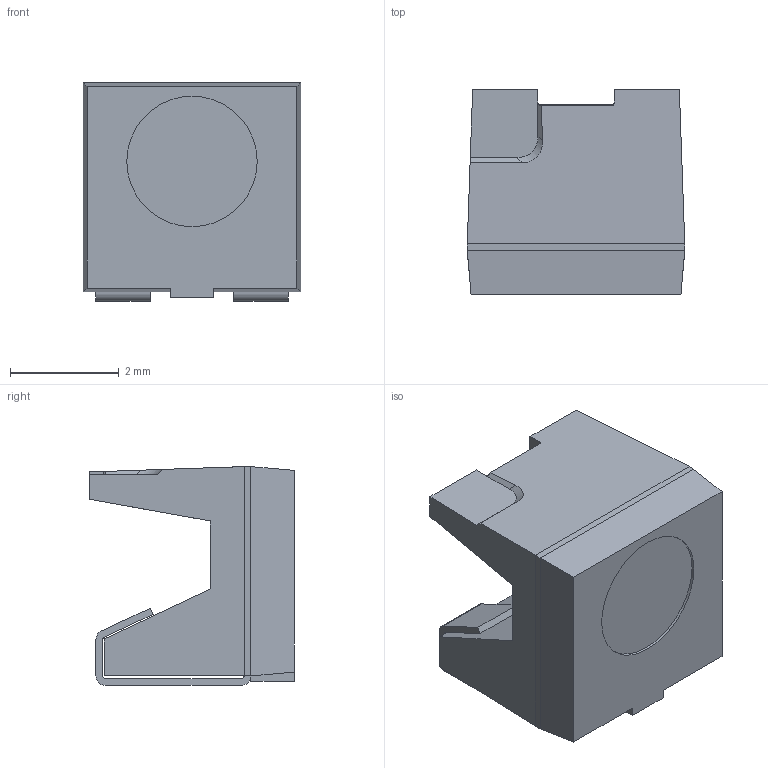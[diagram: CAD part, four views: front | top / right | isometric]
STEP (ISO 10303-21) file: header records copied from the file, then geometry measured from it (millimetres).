
FILE_DESCRIPTION(/* description */ ('STEP AP214'),/* implementation_level */ '2;1');
FILE_NAME(/* name */ 'User Library-LED BLUE OSRAM sideled.stp',/* time_stamp */ '2021-08-26T23:25:38-03:00',/* author */ ('roger'),/* organization */ (''),/* preprocessor_version */ 'ST-DEVELOPER v18.1',/* originating_system */ 'Autodesk Inventor 2020',/* authorisation */ '');
FILE_SCHEMA (('AUTOMOTIVE_DESIGN { 1 0 10303 214 3 1 1 }'));
Length unit declared in the file: millimetre
Products named in the file (1): User Library-LED OSRAM sideled
Bounding box: 4 x 3.77 x 4.03 mm (x, y, z)
Volume: 38.9 mm3; surface area: 110.1 mm2
Topology: 1 solids, 1 shells, 67 faces, 181 edges, 117 vertices
Faces by surface type: plane 51, cylinder 15, bspline 1
Full cylindrical faces by diameter (mm): 2.4 x1
Entity records: 2252 total; most frequent: CARTESIAN_POINT 412, ORIENTED_EDGE 362, DIRECTION 345, EDGE_CURVE 181, LINE 147, VECTOR 147, VERTEX_POINT 117, AXIS2_PLACEMENT_3D 99
